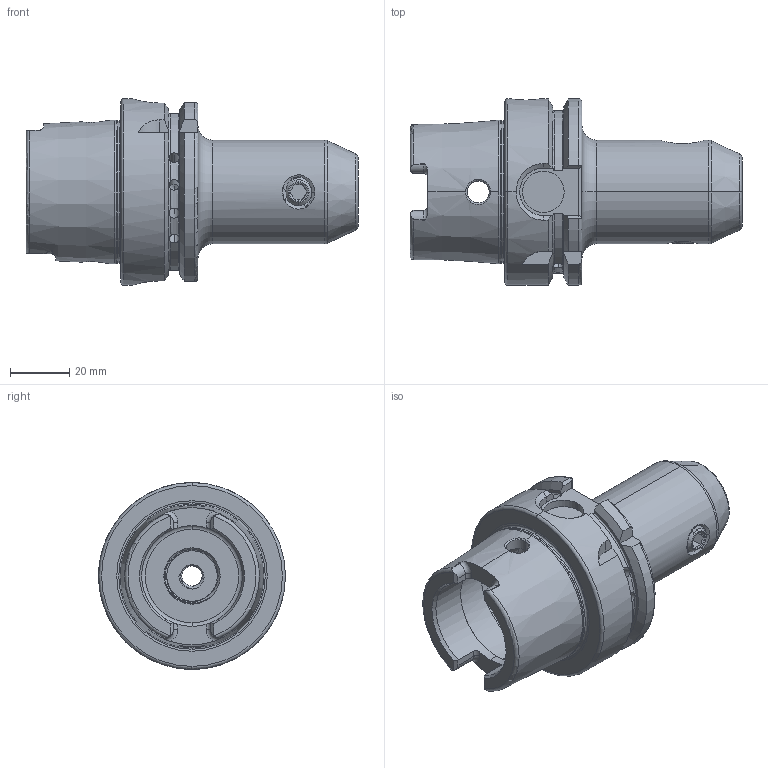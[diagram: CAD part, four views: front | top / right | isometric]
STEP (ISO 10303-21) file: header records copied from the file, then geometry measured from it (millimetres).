
FILE_DESCRIPTION (( 'STEP AP203' ), '1' );
FILE_NAME ('A63.05.10.STEP', '2016-09-05T06:10:23', ( '' ), ( '' ), 'SwSTEP 2.0', 'SolidWorks 2012', '' );
FILE_SCHEMA (( 'CONFIG_CONTROL_DESIGN' ));
Length unit declared in the file: millimetre
Products named in the file (3): A63.05.10; 側固10_M10x1.5_12L
Assembly tree (2 placements, depth 2):
  A63.05.10
    A63.05.10
    側固10_M10x1.5_12L
Bounding box: 112 x 63 x 63 mm (x, y, z)
Volume: 125286.3 mm3; surface area: 31955.5 mm2
Topology: 2 solids, 2 shells, 314 faces, 849 edges, 538 vertices
Faces by surface type: cylinder 130, plane 69, cone 43, bspline 35, torus 35, sphere 2
Entity records: 31759 total; most frequent: CARTESIAN_POINT 24510, ORIENTED_EDGE 1674, DIRECTION 1207, EDGE_CURVE 837, VERTEX_POINT 538, AXIS2_PLACEMENT_3D 476, EDGE_LOOP 333, FACE_OUTER_BOUND 314
